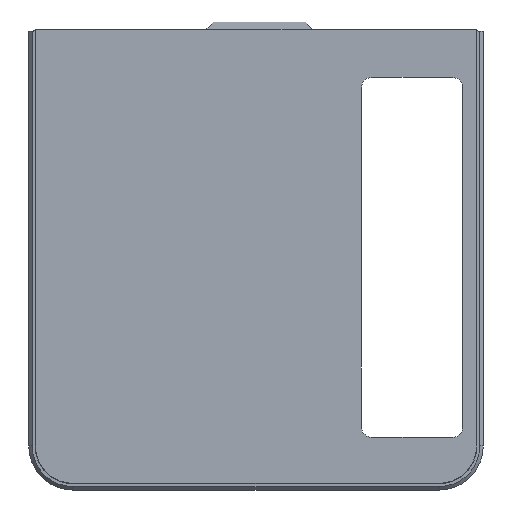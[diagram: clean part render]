
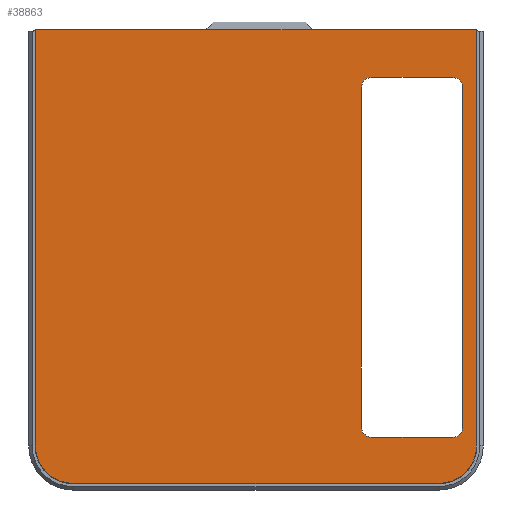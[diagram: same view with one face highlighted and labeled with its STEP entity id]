
A CAD part, left-side view. The second image highlights one B-rep face of the part: STEP entity #38863.
In plain terms, the highlighted planar face has unit normal (-1, 0, 0).
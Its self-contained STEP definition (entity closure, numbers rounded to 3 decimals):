
#408 = EDGE_LOOP ( 'NONE', ( #3820, #3822, #3826, #3827, #3829, #3831, #3833, #3834 ) ) ;
#411 = EDGE_LOOP ( 'NONE', ( #3836, #3838, #3840, #3841, #3843, #3847, #3848, #3850 ) ) ;
#1785 = AXIS2_PLACEMENT_3D ( 'NONE', #7115, #7142, #7146 ) ;
#3820 = ORIENTED_EDGE ( 'NONE', *, *, #32944, .T. ) ;
#3822 = ORIENTED_EDGE ( 'NONE', *, *, #32950, .T. ) ;
#3826 = ORIENTED_EDGE ( 'NONE', *, *, #32962, .T. ) ;
#3827 = ORIENTED_EDGE ( 'NONE', *, *, #32974, .T. ) ;
#3829 = ORIENTED_EDGE ( 'NONE', *, *, #32985, .T. ) ;
#3831 = ORIENTED_EDGE ( 'NONE', *, *, #32995, .T. ) ;
#3833 = ORIENTED_EDGE ( 'NONE', *, *, #33006, .T. ) ;
#3834 = ORIENTED_EDGE ( 'NONE', *, *, #33018, .T. ) ;
#3836 = ORIENTED_EDGE ( 'NONE', *, *, #32937, .T. ) ;
#3838 = ORIENTED_EDGE ( 'NONE', *, *, #32932, .T. ) ;
#3840 = ORIENTED_EDGE ( 'NONE', *, *, #8164, .F. ) ;
#3841 = ORIENTED_EDGE ( 'NONE', *, *, #32926, .F. ) ;
#3843 = ORIENTED_EDGE ( 'NONE', *, *, #33089, .F. ) ;
#3847 = ORIENTED_EDGE ( 'NONE', *, *, #32919, .T. ) ;
#3848 = ORIENTED_EDGE ( 'NONE', *, *, #32913, .T. ) ;
#3850 = ORIENTED_EDGE ( 'NONE', *, *, #32908, .T. ) ;
#7115 = CARTESIAN_POINT ( 'NONE',  ( -110., 0., -510.71 ) ) ;
#7118 = FACE_OUTER_BOUND ( 'NONE', #411, .T. ) ;
#7130 = FACE_BOUND ( 'NONE', #408, .T. ) ;
#7135 = PLANE ( 'NONE',  #1785 ) ;
#7142 = DIRECTION ( 'NONE',  ( -1., 0., 0. ) ) ;
#7146 = DIRECTION ( 'NONE',  ( 0., 0., -1. ) ) ;
#8164 = EDGE_CURVE ( 'NONE', #53513, #53672, #29519, .T. ) ;
#23723 = CARTESIAN_POINT ( 'NONE',  ( -110., -342.29, 2. ) ) ;
#23906 = CARTESIAN_POINT ( 'NONE',  ( -110., -543.73, -510.71 ) ) ;
#23923 = CARTESIAN_POINT ( 'NONE',  ( -110., -0.25, -510.71 ) ) ;
#23952 = CARTESIAN_POINT ( 'NONE',  ( -110., -526.71, -69.38 ) ) ;
#23982 = CARTESIAN_POINT ( 'NONE',  ( -110., -414.63, -500.18 ) ) ;
#24030 = CARTESIAN_POINT ( 'NONE',  ( -110., -543.73, 2. ) ) ;
#24031 = CARTESIAN_POINT ( 'NONE',  ( -110., -401.88, -487.43 ) ) ;
#24070 = CARTESIAN_POINT ( 'NONE',  ( -110., -526.71, -487.43 ) ) ;
#24073 = CARTESIAN_POINT ( 'NONE',  ( -110., -210.22, 2. ) ) ;
#24074 = CARTESIAN_POINT ( 'NONE',  ( -110., -46.28, -556.74 ) ) ;
#24084 = CARTESIAN_POINT ( 'NONE',  ( -110., -497.7, -556.74 ) ) ;
#24100 = CARTESIAN_POINT ( 'NONE',  ( -110., -401.88, -69.38 ) ) ;
#24108 = CARTESIAN_POINT ( 'NONE',  ( -110., -513.96, -500.18 ) ) ;
#24110 = CARTESIAN_POINT ( 'NONE',  ( -110., -414.63, -56.63 ) ) ;
#24132 = CARTESIAN_POINT ( 'NONE',  ( -110., -0.25, 2. ) ) ;
#24134 = CARTESIAN_POINT ( 'NONE',  ( -110., -513.96, -56.63 ) ) ;
#29519 = LINE ( 'NONE', #29522, #39861 ) ;
#29522 = CARTESIAN_POINT ( 'NONE',  ( -110., 0., 2. ) ) ;
#29525 = DIRECTION ( 'NONE',  ( 0., -1., 0. ) ) ;
#32908 = EDGE_CURVE ( 'NONE', #53698, #53704, #43265, .T. ) ;
#32913 = EDGE_CURVE ( 'NONE', #53618, #53698, #46199, .T. ) ;
#32919 = EDGE_CURVE ( 'NONE', #53729, #53618, #43278, .T. ) ;
#32926 = EDGE_CURVE ( 'NONE', #53697, #53513, #43284, .T. ) ;
#32932 = EDGE_CURVE ( 'NONE', #53610, #53672, #43272, .T. ) ;
#32937 = EDGE_CURVE ( 'NONE', #53704, #53610, #46242, .T. ) ;
#32944 = EDGE_CURVE ( 'NONE', #53730, #53633, #46572, .T. ) ;
#32950 = EDGE_CURVE ( 'NONE', #53633, #53694, #43302, .T. ) ;
#32962 = EDGE_CURVE ( 'NONE', #53694, #53716, #46324, .T. ) ;
#32974 = EDGE_CURVE ( 'NONE', #53716, #53648, #43320, .T. ) ;
#32985 = EDGE_CURVE ( 'NONE', #53648, #53673, #46468, .T. ) ;
#32995 = EDGE_CURVE ( 'NONE', #53673, #53712, #43344, .T. ) ;
#33006 = EDGE_CURVE ( 'NONE', #53712, #53717, #46483, .T. ) ;
#33018 = EDGE_CURVE ( 'NONE', #53717, #53730, #43368, .T. ) ;
#33089 = EDGE_CURVE ( 'NONE', #53729, #53697, #43468, .T. ) ;
#38863 = ADVANCED_FACE ( 'NONE', ( #7130, #7118 ), #7135, .T. ) ;
#39861 = VECTOR ( 'NONE', #29525, 1000. ) ;
#43265 = LINE ( 'NONE', #43267, #46235 ) ;
#43267 = CARTESIAN_POINT ( 'NONE',  ( -110., -497.7, -556.74 ) ) ;
#43268 = DIRECTION ( 'NONE',  ( 0., -1., 0. ) ) ;
#43272 = LINE ( 'NONE', #43290, #46241 ) ;
#43274 = CARTESIAN_POINT ( 'NONE',  ( -110., -46.28, -510.71 ) ) ;
#43275 = DIRECTION ( 'NONE',  ( -1., 0., 0. ) ) ;
#43276 = DIRECTION ( 'NONE',  ( 0., 0., 1. ) ) ;
#43278 = LINE ( 'NONE', #43279, #46246 ) ;
#43279 = CARTESIAN_POINT ( 'NONE',  ( -110., -0.25, -510.71 ) ) ;
#43280 = DIRECTION ( 'NONE',  ( 0., 0., -1. ) ) ;
#43284 = LINE ( 'NONE', #43285, #46240 ) ;
#43285 = CARTESIAN_POINT ( 'NONE',  ( -110., 24.019, 2. ) ) ;
#43286 = DIRECTION ( 'NONE',  ( 0., -1., 0. ) ) ;
#43290 = CARTESIAN_POINT ( 'NONE',  ( -110., -543.73, 2. ) ) ;
#43291 = DIRECTION ( 'NONE',  ( 0., 0., 1. ) ) ;
#43296 = CARTESIAN_POINT ( 'NONE',  ( -110., -497.7, -510.71 ) ) ;
#43297 = DIRECTION ( 'NONE',  ( -1., 0., 0. ) ) ;
#43298 = DIRECTION ( 'NONE',  ( 0., 0., 1. ) ) ;
#43302 = LINE ( 'NONE', #43308, #46320 ) ;
#43304 = CARTESIAN_POINT ( 'NONE',  ( -110., -513.96, -69.38 ) ) ;
#43305 = DIRECTION ( 'NONE',  ( 1., 0., 0. ) ) ;
#43306 = DIRECTION ( 'NONE',  ( 0., 0., -1. ) ) ;
#43308 = CARTESIAN_POINT ( 'NONE',  ( -110., -526.71, -69.38 ) ) ;
#43309 = DIRECTION ( 'NONE',  ( 0., 0., -1. ) ) ;
#43320 = LINE ( 'NONE', #43332, #46469 ) ;
#43322 = CARTESIAN_POINT ( 'NONE',  ( -110., -513.96, -487.43 ) ) ;
#43323 = DIRECTION ( 'NONE',  ( 1., 0., 0. ) ) ;
#43324 = DIRECTION ( 'NONE',  ( 0., 0., -1. ) ) ;
#43332 = CARTESIAN_POINT ( 'NONE',  ( -110., -414.63, -500.18 ) ) ;
#43333 = DIRECTION ( 'NONE',  ( 0., 1., 0. ) ) ;
#43344 = LINE ( 'NONE', #43356, #46455 ) ;
#43346 = CARTESIAN_POINT ( 'NONE',  ( -110., -414.63, -487.43 ) ) ;
#43347 = DIRECTION ( 'NONE',  ( 1., 0., 0. ) ) ;
#43348 = DIRECTION ( 'NONE',  ( 0., 0., -1. ) ) ;
#43356 = CARTESIAN_POINT ( 'NONE',  ( -110., -401.88, -69.38 ) ) ;
#43357 = DIRECTION ( 'NONE',  ( 0., 0., 1. ) ) ;
#43368 = LINE ( 'NONE', #43381, #46815 ) ;
#43370 = CARTESIAN_POINT ( 'NONE',  ( -110., -414.63, -69.38 ) ) ;
#43371 = DIRECTION ( 'NONE',  ( 1., 0., 0. ) ) ;
#43372 = DIRECTION ( 'NONE',  ( 0., 0., -1. ) ) ;
#43381 = CARTESIAN_POINT ( 'NONE',  ( -110., -414.63, -56.63 ) ) ;
#43382 = DIRECTION ( 'NONE',  ( 0., -1., 0. ) ) ;
#43468 = LINE ( 'NONE', #43483, #46875 ) ;
#43483 = CARTESIAN_POINT ( 'NONE',  ( -110., 0., 2. ) ) ;
#43484 = DIRECTION ( 'NONE',  ( 0., -1., 0. ) ) ;
#46199 = CIRCLE ( 'NONE', #46245, 46.03 ) ;
#46235 = VECTOR ( 'NONE', #43268, 1000. ) ;
#46240 = VECTOR ( 'NONE', #43286, 1000. ) ;
#46241 = VECTOR ( 'NONE', #43291, 1000. ) ;
#46242 = CIRCLE ( 'NONE', #46318, 46.03 ) ;
#46245 = AXIS2_PLACEMENT_3D ( 'NONE', #43274, #43275, #43276 ) ;
#46246 = VECTOR ( 'NONE', #43280, 1000. ) ;
#46308 = AXIS2_PLACEMENT_3D ( 'NONE', #43322, #43323, #43324 ) ;
#46318 = AXIS2_PLACEMENT_3D ( 'NONE', #43296, #43297, #43298 ) ;
#46320 = VECTOR ( 'NONE', #43309, 1000. ) ;
#46321 = AXIS2_PLACEMENT_3D ( 'NONE', #43304, #43305, #43306 ) ;
#46324 = CIRCLE ( 'NONE', #46308, 12.75 ) ;
#46455 = VECTOR ( 'NONE', #43357, 1000. ) ;
#46468 = CIRCLE ( 'NONE', #46817, 12.75 ) ;
#46469 = VECTOR ( 'NONE', #43333, 1000. ) ;
#46483 = CIRCLE ( 'NONE', #46490, 12.75 ) ;
#46490 = AXIS2_PLACEMENT_3D ( 'NONE', #43370, #43371, #43372 ) ;
#46572 = CIRCLE ( 'NONE', #46321, 12.75 ) ;
#46815 = VECTOR ( 'NONE', #43382, 1000. ) ;
#46817 = AXIS2_PLACEMENT_3D ( 'NONE', #43346, #43347, #43348 ) ;
#46875 = VECTOR ( 'NONE', #43484, 1000. ) ;
#53513 = VERTEX_POINT ( 'NONE', #23723 ) ;
#53610 = VERTEX_POINT ( 'NONE', #23906 ) ;
#53618 = VERTEX_POINT ( 'NONE', #23923 ) ;
#53633 = VERTEX_POINT ( 'NONE', #23952 ) ;
#53648 = VERTEX_POINT ( 'NONE', #23982 ) ;
#53672 = VERTEX_POINT ( 'NONE', #24030 ) ;
#53673 = VERTEX_POINT ( 'NONE', #24031 ) ;
#53694 = VERTEX_POINT ( 'NONE', #24070 ) ;
#53697 = VERTEX_POINT ( 'NONE', #24073 ) ;
#53698 = VERTEX_POINT ( 'NONE', #24074 ) ;
#53704 = VERTEX_POINT ( 'NONE', #24084 ) ;
#53712 = VERTEX_POINT ( 'NONE', #24100 ) ;
#53716 = VERTEX_POINT ( 'NONE', #24108 ) ;
#53717 = VERTEX_POINT ( 'NONE', #24110 ) ;
#53729 = VERTEX_POINT ( 'NONE', #24132 ) ;
#53730 = VERTEX_POINT ( 'NONE', #24134 ) ;
